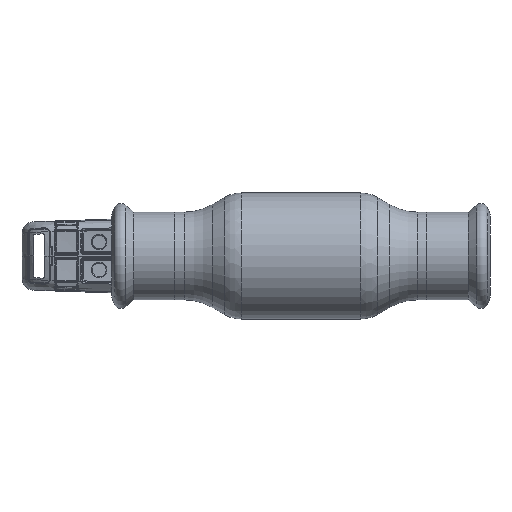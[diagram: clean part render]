
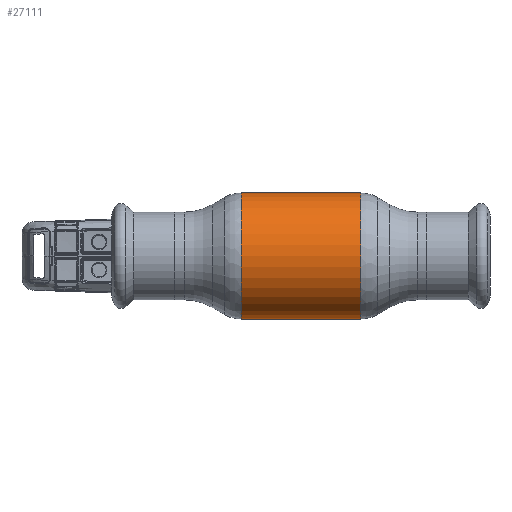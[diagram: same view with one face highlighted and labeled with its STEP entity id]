
A CAD part, front view. The second image highlights one B-rep face of the part: STEP entity #27111.
In plain terms, the highlighted cylindrical face has radius 22.5 mm (diameter 45 mm), a partial arc.
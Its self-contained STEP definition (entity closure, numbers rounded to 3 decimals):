
#1054 = CARTESIAN_POINT ( 'NONE',  ( -62.69, 0., 0. ) ) ;
#1165 = VECTOR ( 'NONE', #21034, 1000. ) ;
#1271 = EDGE_LOOP ( 'NONE', ( #19129, #14884, #48495, #48125 ) ) ;
#1709 = DIRECTION ( 'NONE',  ( -1., 0., 0. ) ) ;
#5193 = DIRECTION ( 'NONE',  ( 0., 0., 1. ) ) ;
#5858 = CARTESIAN_POINT ( 'NONE',  ( 21.285, 0., 0. ) ) ;
#8604 = CARTESIAN_POINT ( 'NONE',  ( 21.285, 0., 22.5 ) ) ;
#10414 = EDGE_CURVE ( 'NONE', #42855, #55973, #49085, .T. ) ;
#11812 = CARTESIAN_POINT ( 'NONE',  ( -62.69, 0., -22.5 ) ) ;
#11887 = VECTOR ( 'NONE', #1709, 1000. ) ;
#12722 = CIRCLE ( 'NONE', #31110, 22.5 ) ;
#14884 = ORIENTED_EDGE ( 'NONE', *, *, #33874, .T. ) ;
#18755 = CARTESIAN_POINT ( 'NONE',  ( 21.285, 0., -22.5 ) ) ;
#19129 = ORIENTED_EDGE ( 'NONE', *, *, #51947, .F. ) ;
#19762 = CARTESIAN_POINT ( 'NONE',  ( -21.285, 0., 0. ) ) ;
#21034 = DIRECTION ( 'NONE',  ( -1., 0., 0. ) ) ;
#21245 = CIRCLE ( 'NONE', #49531, 22.5 ) ;
#27111 = ADVANCED_FACE ( 'NONE', ( #66097 ), #49279, .T. ) ;
#31110 = AXIS2_PLACEMENT_3D ( 'NONE', #19762, #40775, #35020 ) ;
#32665 = LINE ( 'NONE', #11812, #11887 ) ;
#33874 = EDGE_CURVE ( 'NONE', #50404, #42855, #21245, .T. ) ;
#35020 = DIRECTION ( 'NONE',  ( 0., 0., 1. ) ) ;
#35176 = CARTESIAN_POINT ( 'NONE',  ( -62.69, 0., 22.5 ) ) ;
#36042 = DIRECTION ( 'NONE',  ( -1., 0., 0. ) ) ;
#36868 = CARTESIAN_POINT ( 'NONE',  ( -21.285, 0., -22.5 ) ) ;
#40775 = DIRECTION ( 'NONE',  ( -1., 0., 0. ) ) ;
#41388 = VERTEX_POINT ( 'NONE', #36868 ) ;
#42855 = VERTEX_POINT ( 'NONE', #8604 ) ;
#48125 = ORIENTED_EDGE ( 'NONE', *, *, #57681, .F. ) ;
#48495 = ORIENTED_EDGE ( 'NONE', *, *, #10414, .T. ) ;
#49085 = LINE ( 'NONE', #35176, #1165 ) ;
#49279 = CYLINDRICAL_SURFACE ( 'NONE', #56671, 22.5 ) ;
#49531 = AXIS2_PLACEMENT_3D ( 'NONE', #5858, #36042, #5193 ) ;
#50404 = VERTEX_POINT ( 'NONE', #18755 ) ;
#51947 = EDGE_CURVE ( 'NONE', #50404, #41388, #32665, .T. ) ;
#55973 = VERTEX_POINT ( 'NONE', #59696 ) ;
#56671 = AXIS2_PLACEMENT_3D ( 'NONE', #1054, #57290, #61780 ) ;
#57290 = DIRECTION ( 'NONE',  ( -1., 0., 0. ) ) ;
#57681 = EDGE_CURVE ( 'NONE', #41388, #55973, #12722, .T. ) ;
#59696 = CARTESIAN_POINT ( 'NONE',  ( -21.285, 0., 22.5 ) ) ;
#61780 = DIRECTION ( 'NONE',  ( 0., 0., 1. ) ) ;
#66097 = FACE_OUTER_BOUND ( 'NONE', #1271, .T. ) ;
